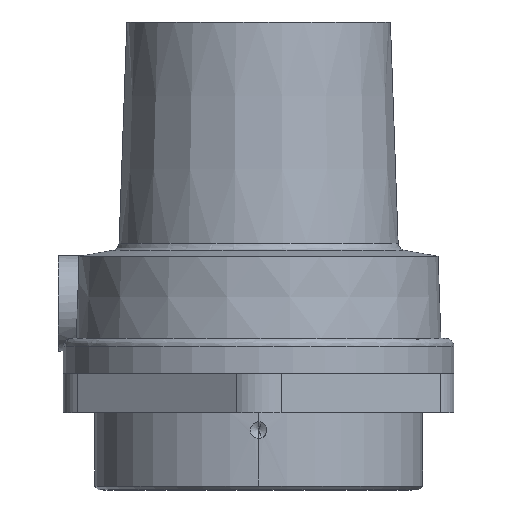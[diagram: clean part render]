
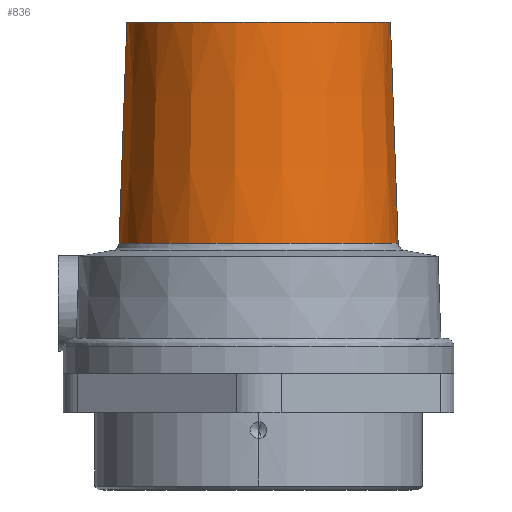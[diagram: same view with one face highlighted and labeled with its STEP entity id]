
A CAD part, front view. The second image highlights one B-rep face of the part: STEP entity #836.
In plain terms, the highlighted conical face has half-angle 2 degrees and reference radius 53.571 mm.
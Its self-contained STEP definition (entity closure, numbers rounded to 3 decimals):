
#232 = CIRCLE ( 'NONE', #2253, 50.607 ) ;
#273 = ORIENTED_EDGE ( 'NONE', *, *, #2429, .F. ) ;
#430 = DIRECTION ( 'NONE',  ( -0.035, 0., -0.999 ) ) ;
#593 = EDGE_CURVE ( 'NONE', #3337, #3242, #232, .T. ) ;
#621 = ORIENTED_EDGE ( 'NONE', *, *, #1531, .T. ) ;
#755 = CONICAL_SURFACE ( 'NONE', #2321, 53.571, 0.035 ) ;
#826 = CARTESIAN_POINT ( 'NONE',  ( 267.569, 178.06, 75. ) ) ;
#836 = ADVANCED_FACE ( 'NONE', ( #3193 ), #755, .T. ) ;
#877 = CARTESIAN_POINT ( 'NONE',  ( 368.783, 178.06, 75. ) ) ;
#1265 = CARTESIAN_POINT ( 'NONE',  ( 318.176, 178.06, -9.866 ) ) ;
#1348 = VECTOR ( 'NONE', #430, 1000. ) ;
#1406 = LINE ( 'NONE', #2401, #1348 ) ;
#1432 = CARTESIAN_POINT ( 'NONE',  ( 264.605, 178.06, -9.866 ) ) ;
#1452 = DIRECTION ( 'NONE',  ( 0.035, 0., -0.999 ) ) ;
#1490 = CARTESIAN_POINT ( 'NONE',  ( 318.176, 178.06, 75. ) ) ;
#1531 = EDGE_CURVE ( 'NONE', #2720, #2750, #3019, .T. ) ;
#1534 = DIRECTION ( 'NONE',  ( 1., 0., 0. ) ) ;
#1535 = ORIENTED_EDGE ( 'NONE', *, *, #2958, .T. ) ;
#1637 = EDGE_LOOP ( 'NONE', ( #273, #2028, #1535, #621 ) ) ;
#1655 = DIRECTION ( 'NONE',  ( -1., 0., 0. ) ) ;
#1745 = DIRECTION ( 'NONE',  ( 0., 0., -1. ) ) ;
#1764 = DIRECTION ( 'NONE',  ( -1., 0., 0. ) ) ;
#1942 = LINE ( 'NONE', #3116, #1973 ) ;
#1973 = VECTOR ( 'NONE', #1452, 1000. ) ;
#2028 = ORIENTED_EDGE ( 'NONE', *, *, #593, .T. ) ;
#2253 = AXIS2_PLACEMENT_3D ( 'NONE', #1490, #1745, #1764 ) ;
#2321 = AXIS2_PLACEMENT_3D ( 'NONE', #2468, #2754, #1655 ) ;
#2401 = CARTESIAN_POINT ( 'NONE',  ( 264.605, 178.06, -9.866 ) ) ;
#2429 = EDGE_CURVE ( 'NONE', #3337, #2750, #1942, .T. ) ;
#2468 = CARTESIAN_POINT ( 'NONE',  ( 318.176, 178.06, -9.866 ) ) ;
#2720 = VERTEX_POINT ( 'NONE', #1432 ) ;
#2750 = VERTEX_POINT ( 'NONE', #3142 ) ;
#2754 = DIRECTION ( 'NONE',  ( 0., 0., -1. ) ) ;
#2822 = AXIS2_PLACEMENT_3D ( 'NONE', #1265, #3219, #1534 ) ;
#2958 = EDGE_CURVE ( 'NONE', #3242, #2720, #1406, .T. ) ;
#3019 = CIRCLE ( 'NONE', #2822, 53.571 ) ;
#3116 = CARTESIAN_POINT ( 'NONE',  ( 371.747, 178.06, -9.866 ) ) ;
#3142 = CARTESIAN_POINT ( 'NONE',  ( 371.747, 178.06, -9.866 ) ) ;
#3193 = FACE_OUTER_BOUND ( 'NONE', #1637, .T. ) ;
#3219 = DIRECTION ( 'NONE',  ( 0., 0., 1. ) ) ;
#3242 = VERTEX_POINT ( 'NONE', #826 ) ;
#3337 = VERTEX_POINT ( 'NONE', #877 ) ;
